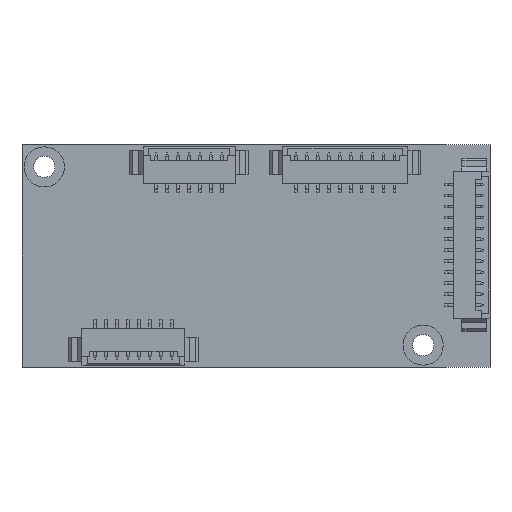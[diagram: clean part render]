
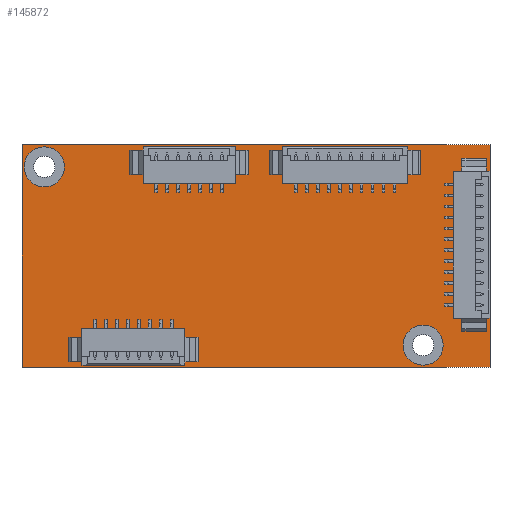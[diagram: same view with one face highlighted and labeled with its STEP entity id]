
A CAD part, front view. The second image highlights one B-rep face of the part: STEP entity #145872.
In plain terms, the highlighted planar face has unit normal (0, -1, 0).
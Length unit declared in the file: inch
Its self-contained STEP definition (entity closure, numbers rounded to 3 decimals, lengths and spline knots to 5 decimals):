
#67810 = AXIS2_PLACEMENT_3D ( 'NONE', #72120, #72114, #72122 ) ;
#72114 = DIRECTION ( 'NONE',  ( 0., -1., 0. ) ) ;
#72120 = CARTESIAN_POINT ( 'NONE',  ( 0., 0., 0. ) ) ;
#72121 = PLANE ( 'NONE',  #67810 ) ;
#72122 = DIRECTION ( 'NONE',  ( 0., 0., -1. ) ) ;
#73875 = FACE_BOUND ( 'NONE', #166112, .T. ) ;
#73880 = FACE_OUTER_BOUND ( 'NONE', #166173, .T. ) ;
#73888 = FACE_BOUND ( 'NONE', #166139, .T. ) ;
#87132 = AXIS2_PLACEMENT_3D ( 'NONE', #117171, #117172, #117173 ) ;
#87138 = AXIS2_PLACEMENT_3D ( 'NONE', #117211, #117212, #117214 ) ;
#87141 = AXIS2_PLACEMENT_3D ( 'NONE', #117239, #117240, #117241 ) ;
#87142 = AXIS2_PLACEMENT_3D ( 'NONE', #117245, #117246, #117247 ) ;
#115086 = CIRCLE ( 'NONE', #87132, 0.09 ) ;
#115109 = CIRCLE ( 'NONE', #87138, 0.09 ) ;
#115117 = LINE ( 'NONE', #117244, #115135 ) ;
#115126 = CIRCLE ( 'NONE', #87141, 0.09 ) ;
#115129 = CIRCLE ( 'NONE', #87142, 0.09 ) ;
#115130 = LINE ( 'NONE', #117237, #115132 ) ;
#115131 = LINE ( 'NONE', #117242, #115137 ) ;
#115132 = VECTOR ( 'NONE', #117238, 39.37008 ) ;
#115133 = LINE ( 'NONE', #117248, #115139 ) ;
#115135 = VECTOR ( 'NONE', #117249, 39.37008 ) ;
#115137 = VECTOR ( 'NONE', #117251, 39.37008 ) ;
#115139 = VECTOR ( 'NONE', #117254, 39.37008 ) ;
#117171 = CARTESIAN_POINT ( 'NONE',  ( 0.1, 0., -0.1 ) ) ;
#117172 = DIRECTION ( 'NONE',  ( 0., -1., 0. ) ) ;
#117173 = DIRECTION ( 'NONE',  ( 0., 0., -1. ) ) ;
#117211 = CARTESIAN_POINT ( 'NONE',  ( 1.8, 0., -0.9 ) ) ;
#117212 = DIRECTION ( 'NONE',  ( 0., -1., 0. ) ) ;
#117214 = DIRECTION ( 'NONE',  ( 0., 0., -1. ) ) ;
#117237 = CARTESIAN_POINT ( 'NONE',  ( 0., 0., 0. ) ) ;
#117238 = DIRECTION ( 'NONE',  ( 0., 0., 1. ) ) ;
#117239 = CARTESIAN_POINT ( 'NONE',  ( 0.1, 0., -0.1 ) ) ;
#117240 = DIRECTION ( 'NONE',  ( 0., -1., 0. ) ) ;
#117241 = DIRECTION ( 'NONE',  ( 0., 0., -1. ) ) ;
#117242 = CARTESIAN_POINT ( 'NONE',  ( 2.1, 0., 0. ) ) ;
#117244 = CARTESIAN_POINT ( 'NONE',  ( 0., 0., -1. ) ) ;
#117245 = CARTESIAN_POINT ( 'NONE',  ( 1.8, 0., -0.9 ) ) ;
#117246 = DIRECTION ( 'NONE',  ( 0., -1., 0. ) ) ;
#117247 = DIRECTION ( 'NONE',  ( 0., 0., -1. ) ) ;
#117248 = CARTESIAN_POINT ( 'NONE',  ( 0., 0., 0. ) ) ;
#117249 = DIRECTION ( 'NONE',  ( -1., 0., 0. ) ) ;
#117251 = DIRECTION ( 'NONE',  ( 0., 0., -1. ) ) ;
#117254 = DIRECTION ( 'NONE',  ( 1., 0., 0. ) ) ;
#124469 = CARTESIAN_POINT ( 'NONE',  ( 0., 0., -1. ) ) ;
#124494 = CARTESIAN_POINT ( 'NONE',  ( 0.1, 0., -0.19 ) ) ;
#124496 = CARTESIAN_POINT ( 'NONE',  ( 0.1, 0., -0.01 ) ) ;
#124518 = CARTESIAN_POINT ( 'NONE',  ( 0., 0., 0. ) ) ;
#124520 = CARTESIAN_POINT ( 'NONE',  ( 1.8, 0., -0.99 ) ) ;
#124522 = CARTESIAN_POINT ( 'NONE',  ( 1.8, 0., -0.81 ) ) ;
#124526 = CARTESIAN_POINT ( 'NONE',  ( 2.1, 0., -1. ) ) ;
#124534 = CARTESIAN_POINT ( 'NONE',  ( 2.1, 0., 0. ) ) ;
#145872 = ADVANCED_FACE ( 'NONE', ( #73875, #73888, #73880 ), #72121, .T. ) ;
#162208 = EDGE_CURVE ( 'NONE', #168029, #168032, #115086, .T. ) ;
#162220 = EDGE_CURVE ( 'NONE', #168061, #168064, #115109, .T. ) ;
#162228 = EDGE_CURVE ( 'NONE', #168032, #168029, #115126, .T. ) ;
#162229 = EDGE_CURVE ( 'NONE', #168064, #168061, #115129, .T. ) ;
#162230 = EDGE_CURVE ( 'NONE', #167997, #168058, #115130, .T. ) ;
#162231 = EDGE_CURVE ( 'NONE', #168067, #167997, #115117, .T. ) ;
#162232 = EDGE_CURVE ( 'NONE', #168075, #168067, #115131, .T. ) ;
#162233 = EDGE_CURVE ( 'NONE', #168058, #168075, #115133, .T. ) ;
#166112 = EDGE_LOOP ( 'NONE', ( #183655, #183656 ) ) ;
#166139 = EDGE_LOOP ( 'NONE', ( #183658, #183660 ) ) ;
#166173 = EDGE_LOOP ( 'NONE', ( #183661, #183663, #183664, #183666 ) ) ;
#167997 = VERTEX_POINT ( 'NONE', #124469 ) ;
#168029 = VERTEX_POINT ( 'NONE', #124494 ) ;
#168032 = VERTEX_POINT ( 'NONE', #124496 ) ;
#168058 = VERTEX_POINT ( 'NONE', #124518 ) ;
#168061 = VERTEX_POINT ( 'NONE', #124520 ) ;
#168064 = VERTEX_POINT ( 'NONE', #124522 ) ;
#168067 = VERTEX_POINT ( 'NONE', #124526 ) ;
#168075 = VERTEX_POINT ( 'NONE', #124534 ) ;
#183655 = ORIENTED_EDGE ( 'NONE', *, *, #162228, .F. ) ;
#183656 = ORIENTED_EDGE ( 'NONE', *, *, #162208, .F. ) ;
#183658 = ORIENTED_EDGE ( 'NONE', *, *, #162229, .F. ) ;
#183660 = ORIENTED_EDGE ( 'NONE', *, *, #162220, .F. ) ;
#183661 = ORIENTED_EDGE ( 'NONE', *, *, #162230, .F. ) ;
#183663 = ORIENTED_EDGE ( 'NONE', *, *, #162231, .F. ) ;
#183664 = ORIENTED_EDGE ( 'NONE', *, *, #162232, .F. ) ;
#183666 = ORIENTED_EDGE ( 'NONE', *, *, #162233, .F. ) ;
